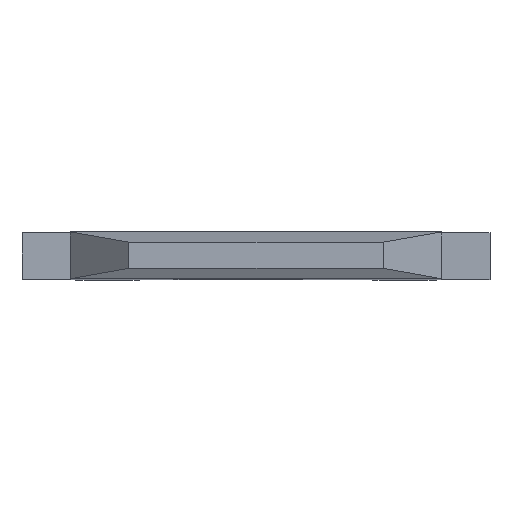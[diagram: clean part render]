
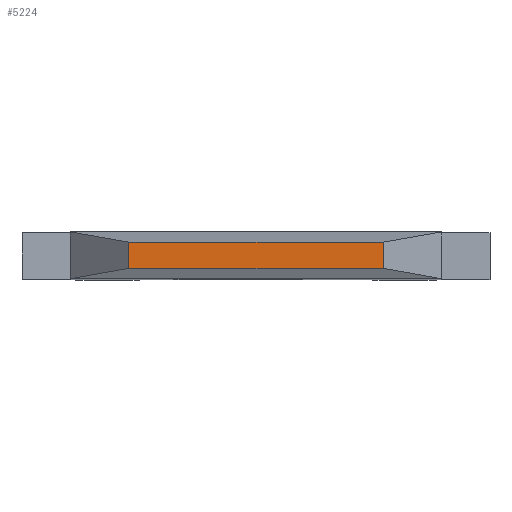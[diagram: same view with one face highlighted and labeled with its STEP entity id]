
A CAD part, top view. The second image highlights one B-rep face of the part: STEP entity #5224.
In plain terms, the highlighted planar face has unit normal (0, 0, 1).
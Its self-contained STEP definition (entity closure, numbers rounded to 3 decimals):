
#27 = CARTESIAN_POINT ( 'NONE',  ( 2.175, -0.224, 4. ) ) ;
#130 = DIRECTION ( 'NONE',  ( 0., -1., 0. ) ) ;
#246 = CARTESIAN_POINT ( 'NONE',  ( -3.175, 0.224, 4. ) ) ;
#653 = EDGE_LOOP ( 'NONE', ( #850, #8250, #5893, #6905 ) ) ;
#850 = ORIENTED_EDGE ( 'NONE', *, *, #12629, .T. ) ;
#1123 = VERTEX_POINT ( 'NONE', #10892 ) ;
#1762 = DIRECTION ( 'NONE',  ( 0., 0., -1. ) ) ;
#1975 = DIRECTION ( 'NONE',  ( 1., 0., 0. ) ) ;
#2359 = CARTESIAN_POINT ( 'NONE',  ( -2.175, -0.224, 4. ) ) ;
#2607 = DIRECTION ( 'NONE',  ( -1., 0., 0. ) ) ;
#2649 = DIRECTION ( 'NONE',  ( -1., 0., 0. ) ) ;
#2988 = CARTESIAN_POINT ( 'NONE',  ( -2.175, 0.224, 4. ) ) ;
#3451 = VERTEX_POINT ( 'NONE', #3883 ) ;
#3540 = VERTEX_POINT ( 'NONE', #2988 ) ;
#3883 = CARTESIAN_POINT ( 'NONE',  ( 2.175, -0.224, 4. ) ) ;
#3903 = LINE ( 'NONE', #7830, #4114 ) ;
#4000 = VECTOR ( 'NONE', #1975, 1000. ) ;
#4114 = VECTOR ( 'NONE', #130, 1000. ) ;
#4475 = EDGE_CURVE ( 'NONE', #1123, #3540, #12093, .T. ) ;
#4710 = CARTESIAN_POINT ( 'NONE',  ( 2.175, 0.4, 4. ) ) ;
#5224 = ADVANCED_FACE ( 'NONE', ( #7552 ), #5496, .F. ) ;
#5496 = PLANE ( 'NONE',  #6992 ) ;
#5893 = ORIENTED_EDGE ( 'NONE', *, *, #9027, .T. ) ;
#6765 = VECTOR ( 'NONE', #2607, 1000. ) ;
#6905 = ORIENTED_EDGE ( 'NONE', *, *, #11527, .T. ) ;
#6992 = AXIS2_PLACEMENT_3D ( 'NONE', #10634, #1762, #2649 ) ;
#7552 = FACE_OUTER_BOUND ( 'NONE', #653, .T. ) ;
#7830 = CARTESIAN_POINT ( 'NONE',  ( -2.175, 0.4, 4. ) ) ;
#7912 = VECTOR ( 'NONE', #9624, 1000. ) ;
#8250 = ORIENTED_EDGE ( 'NONE', *, *, #4475, .T. ) ;
#8588 = LINE ( 'NONE', #4710, #7912 ) ;
#9027 = EDGE_CURVE ( 'NONE', #3540, #11922, #3903, .T. ) ;
#9624 = DIRECTION ( 'NONE',  ( 0., 1., 0. ) ) ;
#9889 = LINE ( 'NONE', #27, #4000 ) ;
#10634 = CARTESIAN_POINT ( 'NONE',  ( -3.175, 0.4, 4. ) ) ;
#10892 = CARTESIAN_POINT ( 'NONE',  ( 2.175, 0.224, 4. ) ) ;
#11527 = EDGE_CURVE ( 'NONE', #11922, #3451, #9889, .T. ) ;
#11922 = VERTEX_POINT ( 'NONE', #2359 ) ;
#12093 = LINE ( 'NONE', #246, #6765 ) ;
#12629 = EDGE_CURVE ( 'NONE', #3451, #1123, #8588, .T. ) ;
